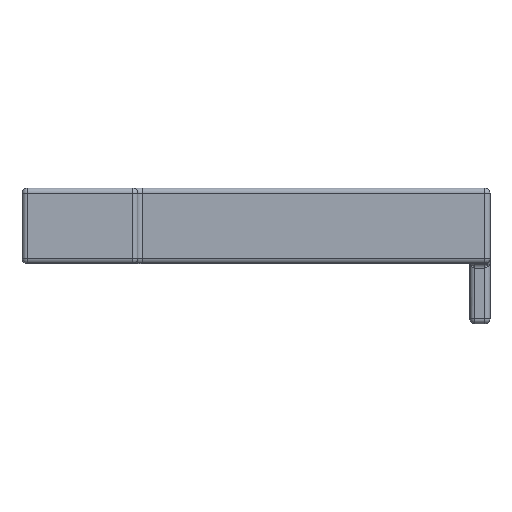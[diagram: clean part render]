
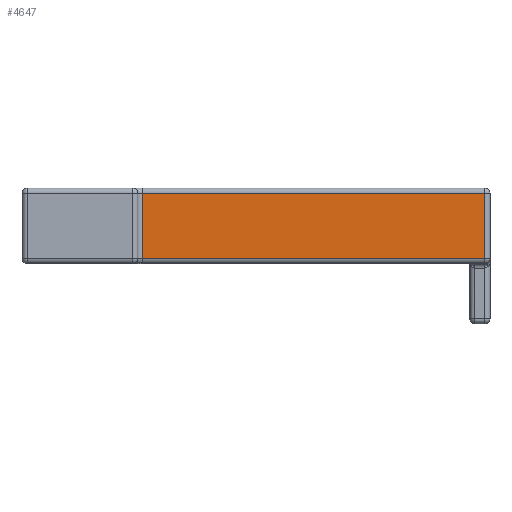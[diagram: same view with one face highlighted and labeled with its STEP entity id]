
A CAD part, left-side view. The second image highlights one B-rep face of the part: STEP entity #4647.
In plain terms, the highlighted planar face has unit normal (-1, 0, 0).
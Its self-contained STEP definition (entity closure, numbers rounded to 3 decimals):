
#691 = CYLINDRICAL_SURFACE('',#692,1.);
#692 = AXIS2_PLACEMENT_3D('',#693,#694,#695);
#693 = CARTESIAN_POINT('',(-8.004,40.652,1.));
#694 = DIRECTION('',(0.,-1.,0.));
#695 = DIRECTION('',(0.,0.,-1.));
#1511 = CYLINDRICAL_SURFACE('',#1512,1.);
#1512 = AXIS2_PLACEMENT_3D('',#1513,#1514,#1515);
#1513 = CARTESIAN_POINT('',(-8.004,40.652,14.));
#1514 = DIRECTION('',(0.,-1.,0.));
#1515 = DIRECTION('',(0.,0.,1.));
#1851 = CYLINDRICAL_SURFACE('',#1852,1.);
#1852 = AXIS2_PLACEMENT_3D('',#1853,#1854,#1855);
#1853 = CARTESIAN_POINT('',(-10.004,39.652,0.));
#1854 = DIRECTION('',(0.,0.,1.));
#1855 = DIRECTION('',(0.,1.,0.));
#2138 = VERTEX_POINT('',#2139);
#2139 = CARTESIAN_POINT('',(-9.004,39.652,1.));
#2265 = EDGE_CURVE('',#2138,#2266,#2268,.T.);
#2266 = VERTEX_POINT('',#2267);
#2267 = CARTESIAN_POINT('',(-9.004,-28.348,1.));
#2268 = SURFACE_CURVE('',#2269,(#2273,#2280),.PCURVE_S1.);
#2269 = LINE('',#2270,#2271);
#2270 = CARTESIAN_POINT('',(-9.004,40.652,1.));
#2271 = VECTOR('',#2272,1.);
#2272 = DIRECTION('',(0.,-1.,0.));
#2273 = PCURVE('',#691,#2274);
#2274 = DEFINITIONAL_REPRESENTATION('',(#2275),#2279);
#2275 = LINE('',#2276,#2277);
#2276 = CARTESIAN_POINT('',(-1.571,0.));
#2277 = VECTOR('',#2278,1.);
#2278 = DIRECTION('',(-0.,1.));
#2279 = ( GEOMETRIC_REPRESENTATION_CONTEXT(2) 
PARAMETRIC_REPRESENTATION_CONTEXT() REPRESENTATION_CONTEXT('2D SPACE',''
  ) );
#2280 = PCURVE('',#2281,#2286);
#2281 = PLANE('',#2282);
#2282 = AXIS2_PLACEMENT_3D('',#2283,#2284,#2285);
#2283 = CARTESIAN_POINT('',(-9.004,40.652,0.));
#2284 = DIRECTION('',(1.,0.,0.));
#2285 = DIRECTION('',(0.,-1.,0.));
#2286 = DEFINITIONAL_REPRESENTATION('',(#2287),#2291);
#2287 = LINE('',#2288,#2289);
#2288 = CARTESIAN_POINT('',(0.,-1.));
#2289 = VECTOR('',#2290,1.);
#2290 = DIRECTION('',(1.,0.));
#2291 = ( GEOMETRIC_REPRESENTATION_CONTEXT(2) 
PARAMETRIC_REPRESENTATION_CONTEXT() REPRESENTATION_CONTEXT('2D SPACE',''
  ) );
#3696 = VERTEX_POINT('',#3697);
#3697 = CARTESIAN_POINT('',(-9.004,39.652,14.));
#3719 = EDGE_CURVE('',#3696,#3720,#3722,.T.);
#3720 = VERTEX_POINT('',#3721);
#3721 = CARTESIAN_POINT('',(-9.004,-28.348,14.));
#3722 = SURFACE_CURVE('',#3723,(#3727,#3734),.PCURVE_S1.);
#3723 = LINE('',#3724,#3725);
#3724 = CARTESIAN_POINT('',(-9.004,40.652,14.));
#3725 = VECTOR('',#3726,1.);
#3726 = DIRECTION('',(0.,-1.,0.));
#3727 = PCURVE('',#1511,#3728);
#3728 = DEFINITIONAL_REPRESENTATION('',(#3729),#3733);
#3729 = LINE('',#3730,#3731);
#3730 = CARTESIAN_POINT('',(1.571,0.));
#3731 = VECTOR('',#3732,1.);
#3732 = DIRECTION('',(0.,1.));
#3733 = ( GEOMETRIC_REPRESENTATION_CONTEXT(2) 
PARAMETRIC_REPRESENTATION_CONTEXT() REPRESENTATION_CONTEXT('2D SPACE',''
  ) );
#3734 = PCURVE('',#2281,#3735);
#3735 = DEFINITIONAL_REPRESENTATION('',(#3736),#3740);
#3736 = LINE('',#3737,#3738);
#3737 = CARTESIAN_POINT('',(0.,-14.));
#3738 = VECTOR('',#3739,1.);
#3739 = DIRECTION('',(1.,0.));
#3740 = ( GEOMETRIC_REPRESENTATION_CONTEXT(2) 
PARAMETRIC_REPRESENTATION_CONTEXT() REPRESENTATION_CONTEXT('2D SPACE',''
  ) );
#4508 = EDGE_CURVE('',#2138,#3696,#4509,.T.);
#4509 = SURFACE_CURVE('',#4510,(#4514,#4521),.PCURVE_S1.);
#4510 = LINE('',#4511,#4512);
#4511 = CARTESIAN_POINT('',(-9.004,39.652,0.));
#4512 = VECTOR('',#4513,1.);
#4513 = DIRECTION('',(0.,0.,1.));
#4514 = PCURVE('',#1851,#4515);
#4515 = DEFINITIONAL_REPRESENTATION('',(#4516),#4520);
#4516 = LINE('',#4517,#4518);
#4517 = CARTESIAN_POINT('',(-1.571,0.));
#4518 = VECTOR('',#4519,1.);
#4519 = DIRECTION('',(-0.,1.));
#4520 = ( GEOMETRIC_REPRESENTATION_CONTEXT(2) 
PARAMETRIC_REPRESENTATION_CONTEXT() REPRESENTATION_CONTEXT('2D SPACE',''
  ) );
#4521 = PCURVE('',#2281,#4522);
#4522 = DEFINITIONAL_REPRESENTATION('',(#4523),#4527);
#4523 = LINE('',#4524,#4525);
#4524 = CARTESIAN_POINT('',(1.,0.));
#4525 = VECTOR('',#4526,1.);
#4526 = DIRECTION('',(0.,-1.));
#4527 = ( GEOMETRIC_REPRESENTATION_CONTEXT(2) 
PARAMETRIC_REPRESENTATION_CONTEXT() REPRESENTATION_CONTEXT('2D SPACE',''
  ) );
#4647 = ADVANCED_FACE('',(#4648),#2281,.F.);
#4648 = FACE_BOUND('',#4649,.F.);
#4649 = EDGE_LOOP('',(#4650,#4651,#4652,#4678));
#4650 = ORIENTED_EDGE('',*,*,#4508,.T.);
#4651 = ORIENTED_EDGE('',*,*,#3719,.T.);
#4652 = ORIENTED_EDGE('',*,*,#4653,.F.);
#4653 = EDGE_CURVE('',#2266,#3720,#4654,.T.);
#4654 = SURFACE_CURVE('',#4655,(#4659,#4666),.PCURVE_S1.);
#4655 = LINE('',#4656,#4657);
#4656 = CARTESIAN_POINT('',(-9.004,-28.348,0.));
#4657 = VECTOR('',#4658,1.);
#4658 = DIRECTION('',(0.,0.,1.));
#4659 = PCURVE('',#2281,#4660);
#4660 = DEFINITIONAL_REPRESENTATION('',(#4661),#4665);
#4661 = LINE('',#4662,#4663);
#4662 = CARTESIAN_POINT('',(69.,0.));
#4663 = VECTOR('',#4664,1.);
#4664 = DIRECTION('',(0.,-1.));
#4665 = ( GEOMETRIC_REPRESENTATION_CONTEXT(2) 
PARAMETRIC_REPRESENTATION_CONTEXT() REPRESENTATION_CONTEXT('2D SPACE',''
  ) );
#4666 = PCURVE('',#4667,#4672);
#4667 = CYLINDRICAL_SURFACE('',#4668,1.);
#4668 = AXIS2_PLACEMENT_3D('',#4669,#4670,#4671);
#4669 = CARTESIAN_POINT('',(-8.004,-28.348,0.));
#4670 = DIRECTION('',(0.,0.,1.));
#4671 = DIRECTION('',(-1.,0.,0.));
#4672 = DEFINITIONAL_REPRESENTATION('',(#4673),#4677);
#4673 = LINE('',#4674,#4675);
#4674 = CARTESIAN_POINT('',(0.,0.));
#4675 = VECTOR('',#4676,1.);
#4676 = DIRECTION('',(0.,1.));
#4677 = ( GEOMETRIC_REPRESENTATION_CONTEXT(2) 
PARAMETRIC_REPRESENTATION_CONTEXT() REPRESENTATION_CONTEXT('2D SPACE',''
  ) );
#4678 = ORIENTED_EDGE('',*,*,#2265,.F.);
